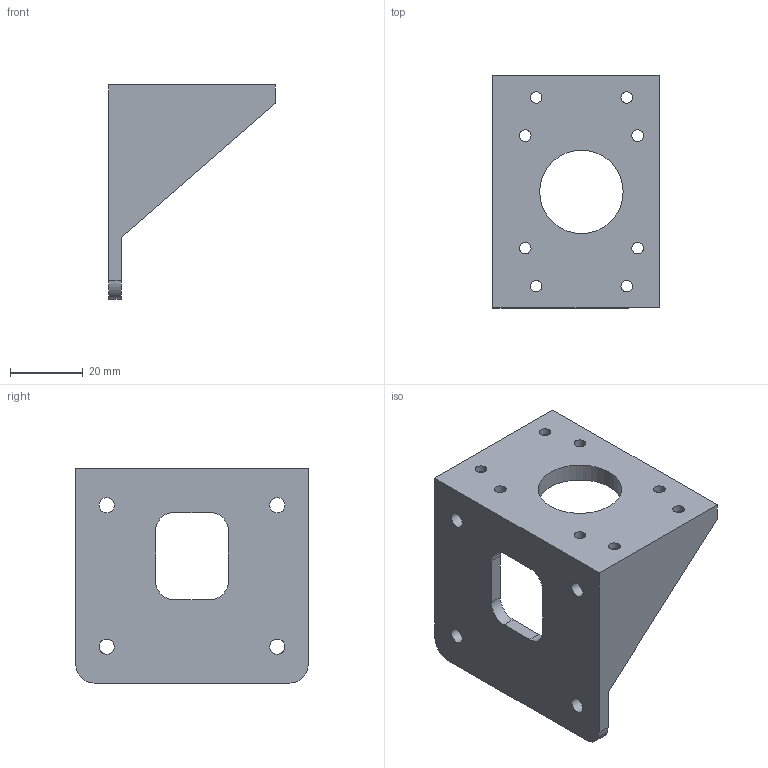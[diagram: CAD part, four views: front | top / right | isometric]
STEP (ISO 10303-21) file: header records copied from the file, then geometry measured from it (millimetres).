
FILE_DESCRIPTION(('FreeCAD Model'),'2;1');
FILE_NAME('motor-guideholder-x1.step', '2021-04-25T19:20:46',('Author'),(''), 'Open CASCADE STEP processor 7.3','FreeCAD','Unknown');
FILE_SCHEMA(('AUTOMOTIVE_DESIGN { 1 0 10303 214 1 1 1 1 }'));
Length unit declared in the file: millimetre
Products named in the file (1): motor-guide-holder
Bounding box: 46 x 64 x 59 mm (x, y, z)
Volume: 27861.5 mm3; surface area: 16580.1 mm2
Topology: 1 solids, 1 shells, 67 faces, 189 edges, 124 vertices
Faces by surface type: plane 48, cylinder 19
Full cylindrical faces by diameter (mm): 3.2 x8, 4.2 x4, 23 x1
Entity records: 4728 total; most frequent: CARTESIAN_POINT 857, DIRECTION 722, LINE 475, VECTOR 475, ORIENTED_EDGE 378, PCURVE 378, DEFINITIONAL_REPRESENTATION 378, EDGE_CURVE 189
